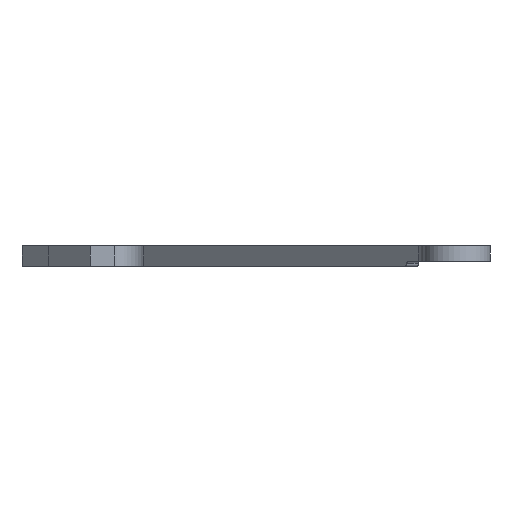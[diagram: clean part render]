
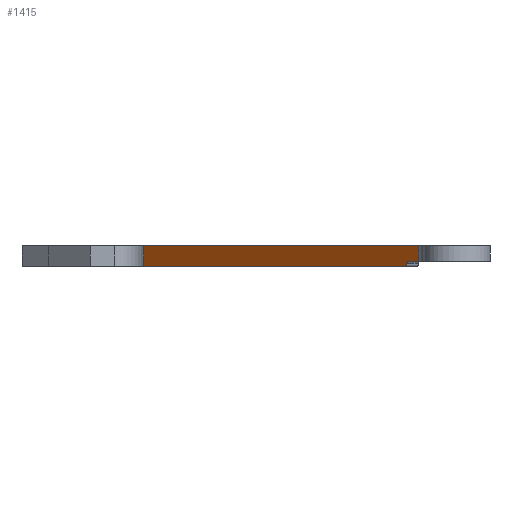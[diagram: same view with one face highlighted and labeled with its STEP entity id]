
A CAD part, left-side view. The second image highlights one B-rep face of the part: STEP entity #1415.
In plain terms, the highlighted planar face has unit normal (-0.707, 0.707, 0).
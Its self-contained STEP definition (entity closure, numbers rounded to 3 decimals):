
#37=PLANE('',#1535);
#85=FACE_OUTER_BOUND('',#160,.T.);
#160=EDGE_LOOP('',(#1038,#1039,#1040,#1041,#1042,#1043,#1044));
#234=LINE('',#2087,#393);
#248=LINE('',#2160,#407);
#279=LINE('',#2226,#438);
#280=LINE('',#2228,#439);
#281=LINE('',#2229,#440);
#393=VECTOR('',#1660,10.);
#407=VECTOR('',#1722,10.);
#438=VECTOR('',#1759,10.);
#439=VECTOR('',#1760,10.);
#440=VECTOR('',#1761,10.);
#550=CIRCLE('',#1504,0.6);
#574=CIRCLE('',#1530,0.6);
#605=VERTEX_POINT('',#2073);
#606=VERTEX_POINT('',#2075);
#610=VERTEX_POINT('',#2085);
#643=VERTEX_POINT('',#2153);
#645=VERTEX_POINT('',#2159);
#677=VERTEX_POINT('',#2225);
#678=VERTEX_POINT('',#2227);
#747=EDGE_CURVE('',#605,#606,#550,.T.);
#753=EDGE_CURVE('',#605,#610,#234,.T.);
#786=EDGE_CURVE('',#606,#643,#574,.T.);
#789=EDGE_CURVE('',#643,#645,#248,.T.);
#822=EDGE_CURVE('',#677,#610,#279,.T.);
#823=EDGE_CURVE('',#677,#678,#280,.T.);
#824=EDGE_CURVE('',#645,#678,#281,.T.);
#1038=ORIENTED_EDGE('',*,*,#786,.F.);
#1039=ORIENTED_EDGE('',*,*,#747,.F.);
#1040=ORIENTED_EDGE('',*,*,#753,.T.);
#1041=ORIENTED_EDGE('',*,*,#822,.F.);
#1042=ORIENTED_EDGE('',*,*,#823,.T.);
#1043=ORIENTED_EDGE('',*,*,#824,.F.);
#1044=ORIENTED_EDGE('',*,*,#789,.F.);
#1415=ADVANCED_FACE('',(#85),#37,.T.);
#1504=AXIS2_PLACEMENT_3D('',#2076,#1648,#1649);
#1530=AXIS2_PLACEMENT_3D('',#2154,#1715,#1716);
#1535=AXIS2_PLACEMENT_3D('',#2224,#1757,#1758);
#1648=DIRECTION('center_axis',(-0.707,0.707,0.));
#1649=DIRECTION('ref_axis',(0.5,0.5,0.707));
#1660=DIRECTION('',(-0.707,-0.707,0.));
#1715=DIRECTION('center_axis',(0.707,-0.707,0.));
#1716=DIRECTION('ref_axis',(-0.5,-0.5,-0.707));
#1722=DIRECTION('',(0.707,0.707,0.));
#1757=DIRECTION('center_axis',(-0.707,0.707,0.));
#1758=DIRECTION('ref_axis',(-0.707,-0.707,0.));
#1759=DIRECTION('',(0.,0.,-1.));
#1760=DIRECTION('',(0.707,0.707,0.));
#1761=DIRECTION('',(0.,0.,1.));
#2073=CARTESIAN_POINT('',(79.479,82.307,1.2));
#2075=CARTESIAN_POINT('',(79.903,82.731,0.6));
#2076=CARTESIAN_POINT('Origin',(79.479,82.307,0.6));
#2085=CARTESIAN_POINT('',(77.042,79.871,1.2));
#2087=CARTESIAN_POINT('',(108.773,111.601,1.2));
#2153=CARTESIAN_POINT('',(80.327,83.156,0.));
#2154=CARTESIAN_POINT('Origin',(80.327,83.156,0.6));
#2159=CARTESIAN_POINT('',(142.703,145.531,0.));
#2160=CARTESIAN_POINT('',(71.746,74.574,0.));
#2224=CARTESIAN_POINT('Origin',(146.238,149.067,0.));
#2225=CARTESIAN_POINT('',(77.042,79.871,5.));
#2226=CARTESIAN_POINT('',(77.042,79.871,0.));
#2227=CARTESIAN_POINT('',(142.703,145.531,5.));
#2228=CARTESIAN_POINT('',(125.356,128.185,5.));
#2229=CARTESIAN_POINT('',(142.703,145.531,0.));
